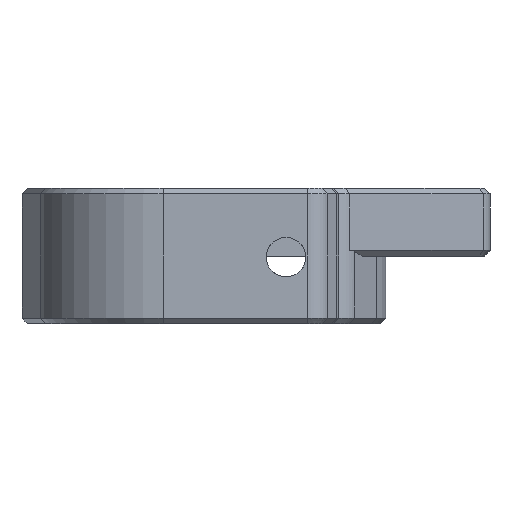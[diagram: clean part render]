
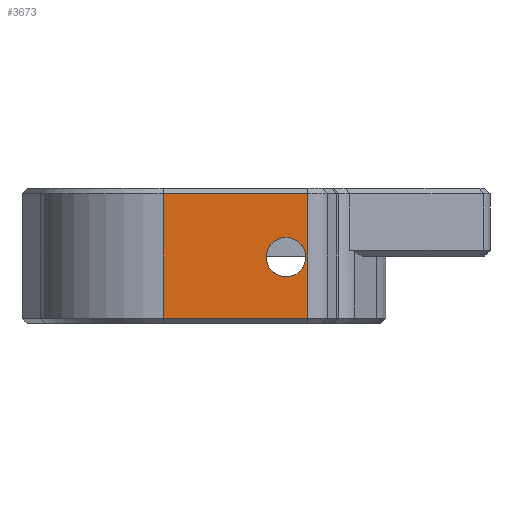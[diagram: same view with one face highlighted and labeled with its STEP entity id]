
A CAD part, left-side view. The second image highlights one B-rep face of the part: STEP entity #3673.
In plain terms, the highlighted planar face has unit normal (-1, 0, 0).
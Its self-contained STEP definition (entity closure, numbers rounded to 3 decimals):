
#18=FACE_BOUND('',#477,.T.);
#71=PLANE('',#3965);
#256=FACE_OUTER_BOUND('',#476,.T.);
#476=EDGE_LOOP('',(#2717,#2718,#2719,#2720));
#477=EDGE_LOOP('',(#2721));
#663=LINE('',#5431,#1018);
#699=LINE('',#5558,#1054);
#741=LINE('',#5677,#1096);
#779=LINE('',#5788,#1134);
#1018=VECTOR('',#4266,1.);
#1054=VECTOR('',#4394,1.);
#1096=VECTOR('',#4498,1.);
#1134=VECTOR('',#4612,1.);
#1428=CIRCLE('',#3966,1.75);
#1551=VERTEX_POINT('',#5427);
#1553=VERTEX_POINT('',#5430);
#1594=VERTEX_POINT('',#5556);
#1633=VERTEX_POINT('',#5674);
#1666=VERTEX_POINT('',#5789);
#1888=EDGE_CURVE('',#1553,#1551,#663,.T.);
#1951=EDGE_CURVE('',#1594,#1551,#699,.T.);
#2006=EDGE_CURVE('',#1594,#1633,#741,.T.);
#2062=EDGE_CURVE('',#1633,#1553,#779,.T.);
#2063=EDGE_CURVE('',#1666,#1666,#1428,.T.);
#2717=ORIENTED_EDGE('',*,*,#1888,.T.);
#2718=ORIENTED_EDGE('',*,*,#1951,.F.);
#2719=ORIENTED_EDGE('',*,*,#2006,.T.);
#2720=ORIENTED_EDGE('',*,*,#2062,.T.);
#2721=ORIENTED_EDGE('',*,*,#2063,.F.);
#3673=ADVANCED_FACE('',(#256,#18),#71,.F.);
#3965=AXIS2_PLACEMENT_3D('',#5787,#4610,#4611);
#3966=AXIS2_PLACEMENT_3D('',#5790,#4613,#4614);
#4266=DIRECTION('',(0.,-1.,0.));
#4394=DIRECTION('',(0.,0.,-1.));
#4498=DIRECTION('',(0.,1.,0.));
#4610=DIRECTION('center_axis',(1.,0.,0.));
#4611=DIRECTION('ref_axis',(0.,-1.,0.));
#4612=DIRECTION('',(0.,0.,-1.));
#4613=DIRECTION('center_axis',(-1.,0.,0.));
#4614=DIRECTION('ref_axis',(0.,0.,-1.));
#5427=CARTESIAN_POINT('',(-41.,-12.786,-40.5));
#5430=CARTESIAN_POINT('',(-41.,0.,-40.5));
#5431=CARTESIAN_POINT('',(-41.,4.609,-40.5));
#5556=CARTESIAN_POINT('',(-41.,-12.786,-29.5));
#5558=CARTESIAN_POINT('',(-41.,-12.786,-40.5));
#5674=CARTESIAN_POINT('',(-41.,0.,-29.5));
#5677=CARTESIAN_POINT('',(-41.,3.354,-29.5));
#5787=CARTESIAN_POINT('Origin',(-41.,12.5,-29.));
#5788=CARTESIAN_POINT('',(-41.,0.,-40.5));
#5789=CARTESIAN_POINT('',(-41.,-10.875,-33.35));
#5790=CARTESIAN_POINT('Origin',(-41.,-10.875,-35.1));
